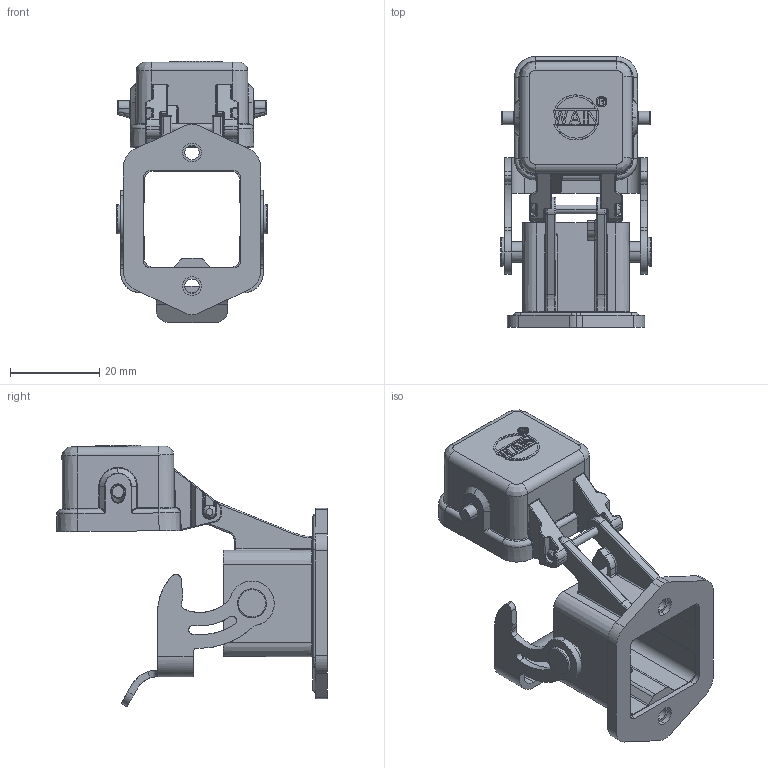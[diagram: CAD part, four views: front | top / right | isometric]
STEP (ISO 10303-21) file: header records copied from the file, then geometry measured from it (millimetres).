
FILE_DESCRIPTION (( 'STEP AP203' ), '1' );
FILE_NAME ('EMCD.H3A-BK-1L_W-MCV_S.STP', '2017-08-02T13:08:20', ( '微软用户' ), ( '微软中国' ), 'SwSTEP 2.0', 'SolidWorks 2012', '' );
FILE_SCHEMA (( 'CONFIG_CONTROL_DESIGN' ));
Length unit declared in the file: millimetre
Products named in the file (1): EMCD.H3A-BK-1L_W-MCV_S
Bounding box: 33.9 x 60.73 x 58.72 mm (x, y, z)
Volume: 10498.4 mm3; surface area: 14933.5 mm2
Topology: 1 solids, 1 shells, 837 faces, 2071 edges, 1261 vertices
Faces by surface type: cylinder 336, plane 257, bspline 155, torus 46, cone 38, sphere 5
Entity records: 32537 total; most frequent: CARTESIAN_POINT 14411, ORIENTED_EDGE 4132, DIRECTION 3190, EDGE_CURVE 2066, VERTEX_POINT 1261, AXIS2_PLACEMENT_3D 1112, VECTOR 966, LINE 966
